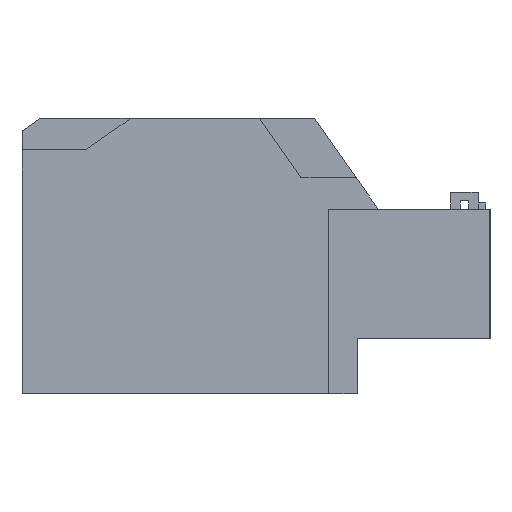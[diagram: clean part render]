
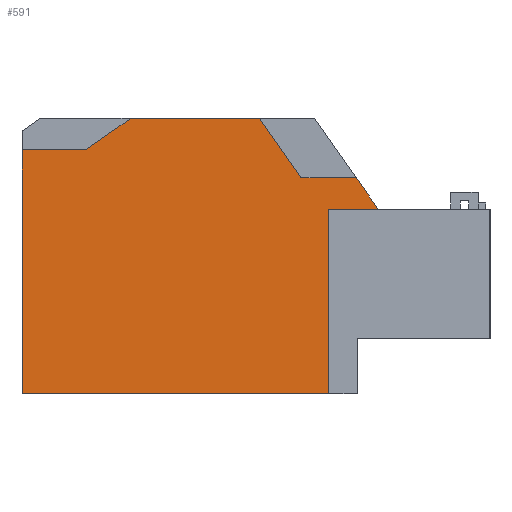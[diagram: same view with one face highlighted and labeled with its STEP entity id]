
A CAD part, left-side view. The second image highlights one B-rep face of the part: STEP entity #591.
In plain terms, the highlighted planar face has unit normal (-1, 0, 0.009).
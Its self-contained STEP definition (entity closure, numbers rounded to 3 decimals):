
#257=FACE_OUTER_BOUND('',#1321,.T.);
#591=ADVANCED_FACE('',(#257),#933,.F.);
#933=PLANE('',#7259);
#1321=EDGE_LOOP('',(#1818,#1819,#1820,#1821,#1822,#1823,#1824,#1825,#1826,
#1827));
#1818=ORIENTED_EDGE('',*,*,#4417,.F.);
#1819=ORIENTED_EDGE('',*,*,#4372,.F.);
#1820=ORIENTED_EDGE('',*,*,#4418,.T.);
#1821=ORIENTED_EDGE('',*,*,#4403,.F.);
#1822=ORIENTED_EDGE('',*,*,#4311,.T.);
#1823=ORIENTED_EDGE('',*,*,#4322,.T.);
#1824=ORIENTED_EDGE('',*,*,#4419,.T.);
#1825=ORIENTED_EDGE('',*,*,#4420,.T.);
#1826=ORIENTED_EDGE('',*,*,#4421,.T.);
#1827=ORIENTED_EDGE('',*,*,#4422,.T.);
#3657=VERTEX_POINT('',#9291);
#3658=VERTEX_POINT('',#9293);
#3668=VERTEX_POINT('',#9314);
#3695=VERTEX_POINT('',#9386);
#3709=VERTEX_POINT('',#9414);
#3736=VERTEX_POINT('',#9479);
#3745=VERTEX_POINT('',#9506);
#3746=VERTEX_POINT('',#9509);
#3747=VERTEX_POINT('',#9511);
#3748=VERTEX_POINT('',#9513);
#4311=EDGE_CURVE('',#3658,#3657,#5295,.T.);
#4322=EDGE_CURVE('',#3657,#3668,#5306,.T.);
#4372=EDGE_CURVE('',#3709,#3695,#5355,.T.);
#4403=EDGE_CURVE('',#3658,#3736,#5386,.T.);
#4417=EDGE_CURVE('',#3695,#3745,#5400,.T.);
#4418=EDGE_CURVE('',#3709,#3736,#5401,.T.);
#4419=EDGE_CURVE('',#3668,#3746,#5402,.T.);
#4420=EDGE_CURVE('',#3746,#3747,#5403,.T.);
#4421=EDGE_CURVE('',#3747,#3748,#5404,.T.);
#4422=EDGE_CURVE('',#3748,#3745,#5405,.T.);
#5295=LINE('',#9292,#6273);
#5306=LINE('',#9315,#6284);
#5355=LINE('',#9415,#6333);
#5386=LINE('',#9478,#6364);
#5400=LINE('',#9505,#6378);
#5401=LINE('',#9507,#6379);
#5402=LINE('',#9508,#6380);
#5403=LINE('',#9510,#6381);
#5404=LINE('',#9512,#6382);
#5405=LINE('',#9514,#6383);
#6273=VECTOR('',#7602,1.);
#6284=VECTOR('',#7615,1.);
#6333=VECTOR('',#7684,1.);
#6364=VECTOR('',#7727,1.);
#6378=VECTOR('',#7749,1.);
#6379=VECTOR('',#7750,1.);
#6380=VECTOR('',#7751,1.);
#6381=VECTOR('',#7752,1.);
#6382=VECTOR('',#7753,1.);
#6383=VECTOR('',#7754,1.);
#7259=AXIS2_PLACEMENT_3D('',#9515,#7755,#7756);
#7602=DIRECTION('',(0.,-1.,0.));
#7615=DIRECTION('',(0.007,0.574,0.819));
#7684=DIRECTION('',(0.009,0.,1.));
#7727=DIRECTION('',(-0.009,0.,-1.));
#7749=DIRECTION('',(0.,-1.,0.));
#7750=DIRECTION('',(0.,-1.,0.));
#7751=DIRECTION('',(0.,1.,0.));
#7752=DIRECTION('',(0.007,0.574,0.819));
#7753=DIRECTION('',(0.,1.,0.));
#7754=DIRECTION('',(-0.005,0.819,-0.574));
#7755=DIRECTION('',(1.,0.,-0.009));
#7756=DIRECTION('',(0.009,0.,1.));
#9291=CARTESIAN_POINT('',(-201.62,88.797,44.387));
#9292=CARTESIAN_POINT('',(-201.62,167.797,44.387));
#9293=CARTESIAN_POINT('',(-201.62,100.497,44.387));
#9314=CARTESIAN_POINT('',(-201.555,94.049,51.887));
#9315=CARTESIAN_POINT('',(-201.613,89.428,45.289));
#9386=CARTESIAN_POINT('',(-201.498,172.797,58.387));
#9414=CARTESIAN_POINT('',(-202.,172.797,0.887));
#9415=CARTESIAN_POINT('',(-201.531,172.797,54.587));
#9478=CARTESIAN_POINT('',(-202.,100.497,0.887));
#9479=CARTESIAN_POINT('',(-202.,100.497,0.887));
#9505=CARTESIAN_POINT('',(-201.498,167.797,58.387));
#9506=CARTESIAN_POINT('',(-201.498,157.797,58.387));
#9507=CARTESIAN_POINT('',(-202.,108.797,0.887));
#9508=CARTESIAN_POINT('',(-201.555,100.418,51.887));
#9509=CARTESIAN_POINT('',(-201.555,107.049,51.887));
#9510=CARTESIAN_POINT('',(-201.493,112.026,58.996));
#9511=CARTESIAN_POINT('',(-201.433,116.851,65.887));
#9512=CARTESIAN_POINT('',(-201.433,140.699,65.887));
#9513=CARTESIAN_POINT('',(-201.433,147.086,65.887));
#9514=CARTESIAN_POINT('',(-201.465,152.411,62.158));
#9515=CARTESIAN_POINT('',(-202.,167.797,0.887));
